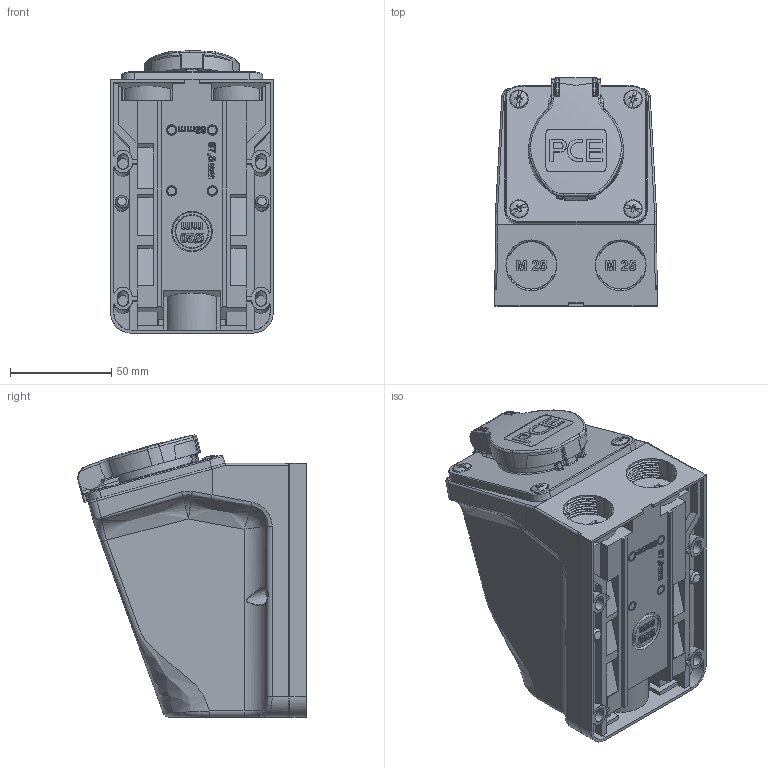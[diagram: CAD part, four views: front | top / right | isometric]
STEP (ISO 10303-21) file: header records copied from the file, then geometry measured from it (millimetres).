
FILE_DESCRIPTION (( 'STEP AP203' ), '1' );
FILE_NAME ('9105-7b.STEP', '2023-09-01T09:43:27', ( '' ), ( '' ), 'SwSTEP 2.0', 'SolidWorks 2022', '' );
FILE_SCHEMA (( 'CONFIG_CONTROL_DESIGN' ));
Products named in the file (1): 9105-7b
Bounding box: 80.14 x 112.5 x 139 mm (x, y, z)
Volume: 723982.7 mm3; surface area: 70160.2 mm2
Topology: 1 solids, 3 shells, 1512 faces, 3962 edges, 2521 vertices
Faces by surface type: plane 752, bspline 403, cylinder 221, torus 86, cone 30, sphere 20
Full cylindrical faces by diameter (mm): 6.291 x4, 25 x3
Entity records: 84297 total; most frequent: CARTESIAN_POINT 52383, ORIENTED_EDGE 7716, DIRECTION 4915, EDGE_CURVE 3858, VERTEX_POINT 2482, VECTOR 1695, LINE 1695, EDGE_LOOP 1650
